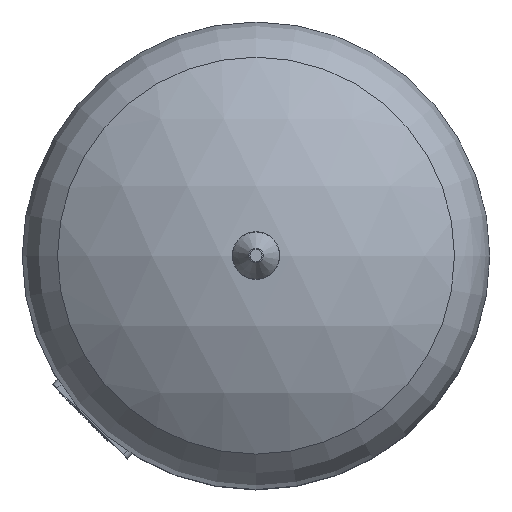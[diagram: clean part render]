
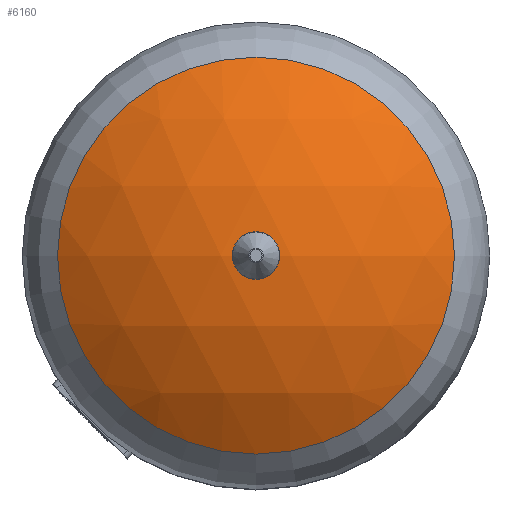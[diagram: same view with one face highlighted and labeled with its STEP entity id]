
A CAD part, top view. The second image highlights one B-rep face of the part: STEP entity #6160.
In plain terms, the highlighted spherical face has radius 302.5 mm.
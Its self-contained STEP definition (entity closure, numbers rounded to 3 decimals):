
#16=SPHERICAL_SURFACE($,#6753,302.5);
#513=FACE_OUTER_BOUND($,#926,.T.);
#926=EDGE_LOOP($,(#4992));
#1365=CIRCLE($,#6754,173.609);
#2917=VERTEX_POINT($,#10099);
#3651=EDGE_CURVE($,#2917,#2917,#1365,.T.);
#4992=ORIENTED_EDGE($,*,*,#3651,.F.);
#6160=ADVANCED_FACE($,(#513),#16,.T.);
#6753=AXIS2_PLACEMENT_3D($,#10098,#8147,#8148);
#6754=AXIS2_PLACEMENT_3D($,#10100,#8149,#8150);
#8147=DIRECTION('center_axis',(0.,-1.,0.));
#8148=DIRECTION('ref_axis',(-1.,0.,0.));
#8149=DIRECTION('center_axis',(0.,0.,
-1.));
#8150=DIRECTION('ref_axis',(1.,0.,0.));
#10098=CARTESIAN_POINT('Origin',(0.,0.,
275.5));
#10099=CARTESIAN_POINT('',(173.609,0.,523.222));
#10100=CARTESIAN_POINT('Origin',(0.,0.,
523.222));
